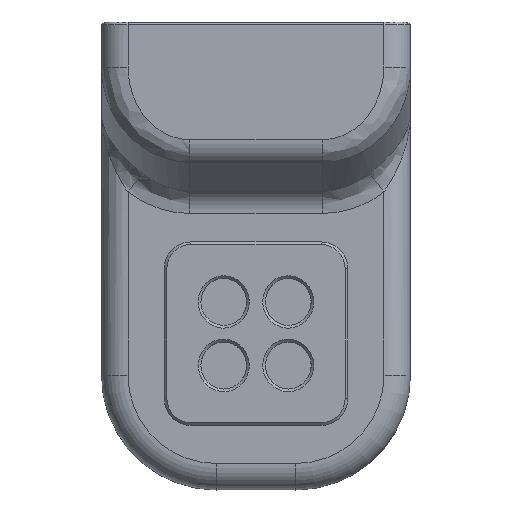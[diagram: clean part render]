
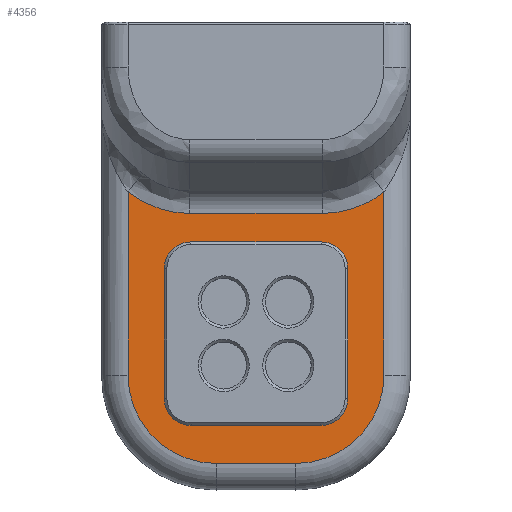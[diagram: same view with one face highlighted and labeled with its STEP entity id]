
A CAD part, top view. The second image highlights one B-rep face of the part: STEP entity #4356.
In plain terms, the highlighted planar face has unit normal (0, 0, 1).
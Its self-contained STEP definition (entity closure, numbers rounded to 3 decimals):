
#45=FACE_BOUND('',#879,.T.);
#54=ELLIPSE('',#4808,15.277,13.);
#55=ELLIPSE('',#4809,15.277,13.);
#150=PLANE('',#4805);
#593=FACE_OUTER_BOUND('',#878,.T.);
#878=EDGE_LOOP('',(#3879,#3880,#3881,#3882,#3883,#3884,#3885,#3886));
#879=EDGE_LOOP('',(#3887,#3888,#3889,#3890,#3891,#3892,#3893,#3894));
#1006=CIRCLE('',#4580,3.063);
#1007=CIRCLE('',#4583,3.007);
#1116=CIRCLE('',#4801,3.007);
#1117=CIRCLE('',#4804,3.063);
#1118=CIRCLE('',#4806,10.);
#1119=CIRCLE('',#4807,10.);
#1319=LINE('',#7037,#1641);
#1323=LINE('',#7046,#1645);
#1433=LINE('',#8526,#1755);
#1436=LINE('',#8534,#1758);
#1437=LINE('',#8540,#1759);
#1438=LINE('',#8544,#1760);
#1439=LINE('',#8548,#1761);
#1440=LINE('',#8552,#1762);
#1641=VECTOR('',#5381,10.);
#1645=VECTOR('',#5391,10.);
#1755=VECTOR('',#5937,10.);
#1758=VECTOR('',#5946,10.);
#1759=VECTOR('',#5953,10.);
#1760=VECTOR('',#5956,10.);
#1761=VECTOR('',#5959,10.);
#1762=VECTOR('',#5962,10.);
#1997=VERTEX_POINT('',#7034);
#1998=VERTEX_POINT('',#7036);
#1999=VERTEX_POINT('',#7040);
#2000=VERTEX_POINT('',#7044);
#2001=VERTEX_POINT('',#7048);
#2129=VERTEX_POINT('',#8524);
#2130=VERTEX_POINT('',#8528);
#2131=VERTEX_POINT('',#8532);
#2132=VERTEX_POINT('',#8538);
#2133=VERTEX_POINT('',#8539);
#2134=VERTEX_POINT('',#8541);
#2135=VERTEX_POINT('',#8543);
#2136=VERTEX_POINT('',#8545);
#2137=VERTEX_POINT('',#8547);
#2138=VERTEX_POINT('',#8549);
#2139=VERTEX_POINT('',#8551);
#2466=EDGE_CURVE('',#1998,#1997,#1319,.T.);
#2469=EDGE_CURVE('',#1997,#1999,#1006,.T.);
#2471=EDGE_CURVE('',#1999,#2000,#1323,.T.);
#2473=EDGE_CURVE('',#2000,#2001,#1007,.T.);
#2736=EDGE_CURVE('',#2001,#2129,#1433,.T.);
#2738=EDGE_CURVE('',#2129,#2130,#1116,.T.);
#2740=EDGE_CURVE('',#2130,#2131,#1436,.T.);
#2741=EDGE_CURVE('',#2131,#1998,#1117,.T.);
#2742=EDGE_CURVE('',#2132,#2133,#1437,.T.);
#2743=EDGE_CURVE('',#2134,#2132,#1118,.T.);
#2744=EDGE_CURVE('',#2135,#2134,#1438,.T.);
#2745=EDGE_CURVE('',#2136,#2135,#1119,.T.);
#2746=EDGE_CURVE('',#2137,#2136,#1439,.T.);
#2747=EDGE_CURVE('',#2138,#2137,#54,.T.);
#2748=EDGE_CURVE('',#2139,#2138,#1440,.T.);
#2749=EDGE_CURVE('',#2133,#2139,#55,.T.);
#3879=ORIENTED_EDGE('',*,*,#2742,.F.);
#3880=ORIENTED_EDGE('',*,*,#2743,.F.);
#3881=ORIENTED_EDGE('',*,*,#2744,.F.);
#3882=ORIENTED_EDGE('',*,*,#2745,.F.);
#3883=ORIENTED_EDGE('',*,*,#2746,.F.);
#3884=ORIENTED_EDGE('',*,*,#2747,.F.);
#3885=ORIENTED_EDGE('',*,*,#2748,.F.);
#3886=ORIENTED_EDGE('',*,*,#2749,.F.);
#3887=ORIENTED_EDGE('',*,*,#2736,.T.);
#3888=ORIENTED_EDGE('',*,*,#2738,.T.);
#3889=ORIENTED_EDGE('',*,*,#2740,.T.);
#3890=ORIENTED_EDGE('',*,*,#2741,.T.);
#3891=ORIENTED_EDGE('',*,*,#2466,.T.);
#3892=ORIENTED_EDGE('',*,*,#2469,.T.);
#3893=ORIENTED_EDGE('',*,*,#2471,.T.);
#3894=ORIENTED_EDGE('',*,*,#2473,.T.);
#4356=ADVANCED_FACE('',(#593,#45),#150,.T.);
#4580=AXIS2_PLACEMENT_3D('',#7042,#5386,#5387);
#4583=AXIS2_PLACEMENT_3D('',#7050,#5395,#5396);
#4801=AXIS2_PLACEMENT_3D('',#8530,#5941,#5942);
#4804=AXIS2_PLACEMENT_3D('',#8536,#5949,#5950);
#4805=AXIS2_PLACEMENT_3D('',#8537,#5951,#5952);
#4806=AXIS2_PLACEMENT_3D('',#8542,#5954,#5955);
#4807=AXIS2_PLACEMENT_3D('',#8546,#5957,#5958);
#4808=AXIS2_PLACEMENT_3D('',#8550,#5960,#5961);
#4809=AXIS2_PLACEMENT_3D('',#8553,#5963,#5964);
#5381=DIRECTION('',(-1.,0.,0.));
#5386=DIRECTION('center_axis',(0.,0.,-1.));
#5387=DIRECTION('ref_axis',(-1.,0.,0.));
#5391=DIRECTION('',(0.,1.,0.));
#5395=DIRECTION('center_axis',(0.,0.,-1.));
#5396=DIRECTION('ref_axis',(0.,1.,0.));
#5937=DIRECTION('',(1.,0.,0.));
#5941=DIRECTION('center_axis',(0.,0.,-1.));
#5942=DIRECTION('ref_axis',(1.,0.,0.));
#5946=DIRECTION('',(0.,-1.,0.));
#5949=DIRECTION('center_axis',(0.,0.,-1.));
#5950=DIRECTION('ref_axis',(0.,-1.,0.));
#5951=DIRECTION('center_axis',(0.,0.,1.));
#5952=DIRECTION('ref_axis',(1.,0.,0.));
#5953=DIRECTION('',(0.,1.,0.));
#5954=DIRECTION('center_axis',(0.,0.,-1.));
#5955=DIRECTION('ref_axis',(-0.707,-0.707,0.));
#5956=DIRECTION('',(-1.,0.,0.));
#5957=DIRECTION('center_axis',(0.,0.,-1.));
#5958=DIRECTION('ref_axis',(0.707,-0.707,0.));
#5959=DIRECTION('',(0.,-1.,0.));
#5960=DIRECTION('center_axis',(0.,0.,1.));
#5961=DIRECTION('ref_axis',(0.,-1.,0.));
#5962=DIRECTION('',(1.,0.,0.));
#5963=DIRECTION('center_axis',(0.,0.,1.));
#5964=DIRECTION('ref_axis',(0.,-1.,0.));
#7034=CARTESIAN_POINT('',(-7.338,-23.693,2.));
#7036=CARTESIAN_POINT('',(7.338,-23.693,2.));
#7037=CARTESIAN_POINT('',(-3.669,-23.693,2.));
#7040=CARTESIAN_POINT('',(-10.4,-20.63,2.));
#7042=CARTESIAN_POINT('Origin',(-7.338,-20.63,2.));
#7044=CARTESIAN_POINT('',(-10.4,-5.914,2.));
#7046=CARTESIAN_POINT('',(-10.4,-10.207,2.));
#7048=CARTESIAN_POINT('',(-7.393,-2.907,2.));
#7050=CARTESIAN_POINT('Origin',(-7.393,-5.914,2.));
#8524=CARTESIAN_POINT('',(7.393,-2.907,2.));
#8526=CARTESIAN_POINT('',(3.697,-2.907,2.));
#8528=CARTESIAN_POINT('',(10.4,-5.914,2.));
#8530=CARTESIAN_POINT('Origin',(7.393,-5.914,2.));
#8532=CARTESIAN_POINT('',(10.4,-20.63,2.));
#8534=CARTESIAN_POINT('',(10.4,-17.565,2.));
#8536=CARTESIAN_POINT('Origin',(7.338,-20.63,2.));
#8537=CARTESIAN_POINT('Origin',(0.,-14.5,2.));
#8538=CARTESIAN_POINT('',(-14.5,-18.,2.));
#8539=CARTESIAN_POINT('',(-14.5,2.73,2.));
#8540=CARTESIAN_POINT('',(-14.5,-16.25,2.));
#8541=CARTESIAN_POINT('',(-4.5,-28.,2.));
#8542=CARTESIAN_POINT('Origin',(-4.5,-18.,2.));
#8543=CARTESIAN_POINT('',(4.5,-28.,2.));
#8544=CARTESIAN_POINT('',(2.25,-28.,2.));
#8545=CARTESIAN_POINT('',(14.5,-18.,2.));
#8546=CARTESIAN_POINT('Origin',(4.5,-18.,2.));
#8547=CARTESIAN_POINT('',(14.5,2.73,2.));
#8548=CARTESIAN_POINT('',(14.5,3.75,2.));
#8549=CARTESIAN_POINT('',(7.5,0.326,2.));
#8550=CARTESIAN_POINT('Origin',(7.5,15.604,2.));
#8551=CARTESIAN_POINT('',(-7.5,0.326,2.));
#8552=CARTESIAN_POINT('',(0.,0.326,2.));
#8553=CARTESIAN_POINT('Origin',(-7.5,15.604,2.));
